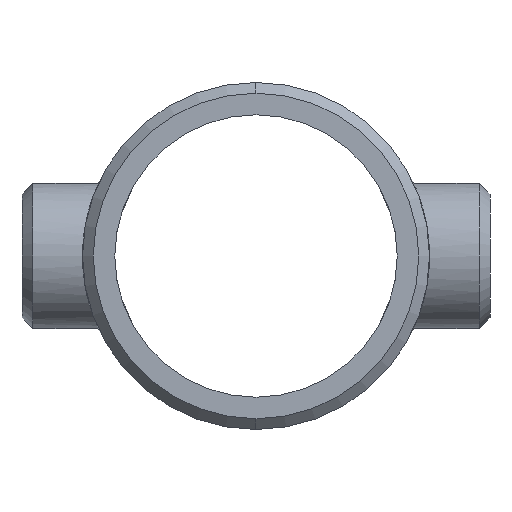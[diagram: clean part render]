
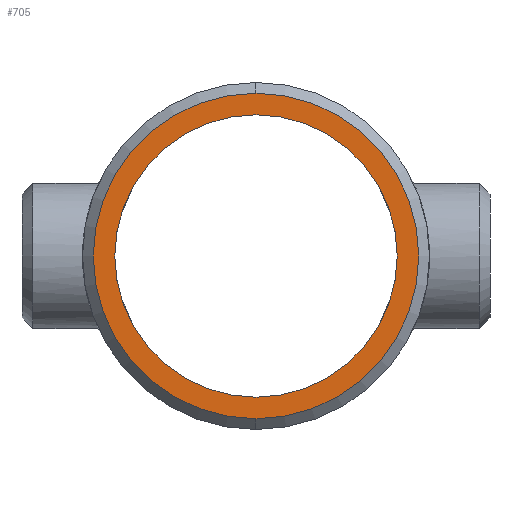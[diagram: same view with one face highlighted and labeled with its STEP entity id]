
A CAD part, left-side view. The second image highlights one B-rep face of the part: STEP entity #705.
In plain terms, the highlighted planar face has unit normal (-1, 0, 0).
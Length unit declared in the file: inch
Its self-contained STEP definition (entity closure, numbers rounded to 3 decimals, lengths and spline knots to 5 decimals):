
#24 = DIRECTION ( 'NONE',  ( -1., 0., 0. ) ) ;
#28 = CARTESIAN_POINT ( 'NONE',  ( -8.5, 0., 0. ) ) ;
#81 = ORIENTED_EDGE ( 'NONE', *, *, #1132, .T. ) ;
#216 = CIRCLE ( 'NONE', #1026, 4.375 ) ;
#228 = FACE_BOUND ( 'NONE', #599, .T. ) ;
#231 = EDGE_LOOP ( 'NONE', ( #424, #81 ) ) ;
#242 = CARTESIAN_POINT ( 'NONE',  ( -8.5, 0., 0. ) ) ;
#249 = CIRCLE ( 'NONE', #1016, 4.375 ) ;
#253 = ORIENTED_EDGE ( 'NONE', *, *, #609, .T. ) ;
#256 = DIRECTION ( 'NONE',  ( -1., 0., 0. ) ) ;
#326 = DIRECTION ( 'NONE',  ( 0., 0., -1. ) ) ;
#351 = DIRECTION ( 'NONE',  ( 0., 0., 1. ) ) ;
#391 = DIRECTION ( 'NONE',  ( 0., 0., 1. ) ) ;
#403 = VERTEX_POINT ( 'NONE', #759 ) ;
#424 = ORIENTED_EDGE ( 'NONE', *, *, #740, .T. ) ;
#445 = VERTEX_POINT ( 'NONE', #1047 ) ;
#599 = EDGE_LOOP ( 'NONE', ( #1077, #253 ) ) ;
#609 = EDGE_CURVE ( 'NONE', #403, #1117, #216, .T. ) ;
#634 = DIRECTION ( 'NONE',  ( 1., 0., 0. ) ) ;
#649 = DIRECTION ( 'NONE',  ( 0., 0., 1. ) ) ;
#700 = CARTESIAN_POINT ( 'NONE',  ( -8.5, 0., 0. ) ) ;
#705 = ADVANCED_FACE ( 'NONE', ( #1101, #228 ), #919, .T. ) ;
#712 = VERTEX_POINT ( 'NONE', #1205 ) ;
#740 = EDGE_CURVE ( 'NONE', #445, #712, #1141, .T. ) ;
#756 = DIRECTION ( 'NONE',  ( -1., 0., 0. ) ) ;
#759 = CARTESIAN_POINT ( 'NONE',  ( -8.5, 0., -4.375 ) ) ;
#792 = EDGE_CURVE ( 'NONE', #1117, #403, #249, .T. ) ;
#795 = AXIS2_PLACEMENT_3D ( 'NONE', #1241, #756, #649 ) ;
#807 = AXIS2_PLACEMENT_3D ( 'NONE', #700, #24, #326 ) ;
#836 = AXIS2_PLACEMENT_3D ( 'NONE', #28, #256, #351 ) ;
#846 = DIRECTION ( 'NONE',  ( 0., 0., 1. ) ) ;
#881 = CIRCLE ( 'NONE', #836, 5.04167 ) ;
#919 = PLANE ( 'NONE',  #807 ) ;
#947 = CARTESIAN_POINT ( 'NONE',  ( -8.5, 0., 4.375 ) ) ;
#1002 = CARTESIAN_POINT ( 'NONE',  ( -8.5, 0., 0. ) ) ;
#1013 = DIRECTION ( 'NONE',  ( 1., 0., 0. ) ) ;
#1016 = AXIS2_PLACEMENT_3D ( 'NONE', #242, #634, #846 ) ;
#1026 = AXIS2_PLACEMENT_3D ( 'NONE', #1002, #1013, #391 ) ;
#1047 = CARTESIAN_POINT ( 'NONE',  ( -8.5, 0., -5.04167 ) ) ;
#1077 = ORIENTED_EDGE ( 'NONE', *, *, #792, .T. ) ;
#1101 = FACE_OUTER_BOUND ( 'NONE', #231, .T. ) ;
#1117 = VERTEX_POINT ( 'NONE', #947 ) ;
#1132 = EDGE_CURVE ( 'NONE', #712, #445, #881, .T. ) ;
#1141 = CIRCLE ( 'NONE', #795, 5.04167 ) ;
#1205 = CARTESIAN_POINT ( 'NONE',  ( -8.5, 0., 5.04167 ) ) ;
#1241 = CARTESIAN_POINT ( 'NONE',  ( -8.5, 0., 0. ) ) ;
